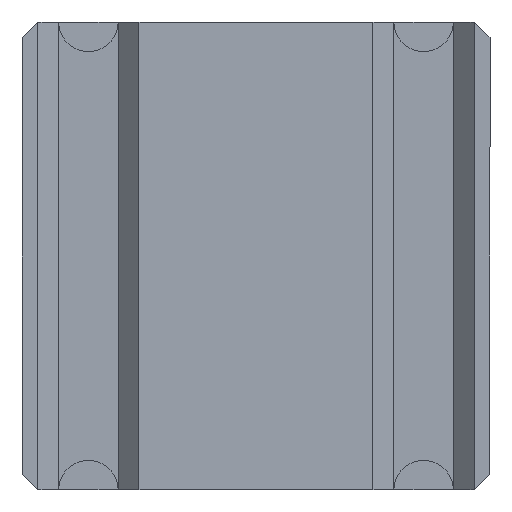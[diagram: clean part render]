
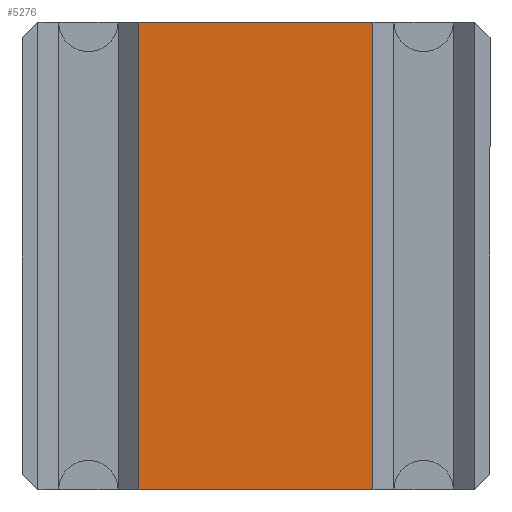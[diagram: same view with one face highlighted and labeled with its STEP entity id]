
A CAD part, front view. The second image highlights one B-rep face of the part: STEP entity #5276.
In plain terms, the highlighted planar face has unit normal (0, -1, 0).
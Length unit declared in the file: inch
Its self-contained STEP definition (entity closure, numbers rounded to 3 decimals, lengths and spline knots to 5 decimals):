
#741 = LINE ( 'NONE', #742, #8443 ) ;
#742 = CARTESIAN_POINT ( 'NONE',  ( 0.05906, -0.03937, -0.11811 ) ) ;
#743 = DIRECTION ( 'NONE',  ( 0., 0., 1. ) ) ;
#750 = LINE ( 'NONE', #751, #8362 ) ;
#751 = CARTESIAN_POINT ( 'NONE',  ( -0.05906, -0.03937, -0.11811 ) ) ;
#752 = DIRECTION ( 'NONE',  ( 0., 0., 1. ) ) ;
#753 = LINE ( 'NONE', #754, #8475 ) ;
#754 = CARTESIAN_POINT ( 'NONE',  ( -0.11011, -0.03937, 0.11811 ) ) ;
#755 = DIRECTION ( 'NONE',  ( 1., 0., 0. ) ) ;
#756 = LINE ( 'NONE', #757, #8341 ) ;
#757 = CARTESIAN_POINT ( 'NONE',  ( -0.11011, -0.03937, -0.11811 ) ) ;
#758 = DIRECTION ( 'NONE',  ( -1., 0., 0. ) ) ;
#969 = CARTESIAN_POINT ( 'NONE',  ( 0.05906, -0.03937, 0.11811 ) ) ;
#974 = CARTESIAN_POINT ( 'NONE',  ( 0.05906, -0.03937, -0.11811 ) ) ;
#989 = CARTESIAN_POINT ( 'NONE',  ( -0.05906, -0.03937, 0.11811 ) ) ;
#991 = CARTESIAN_POINT ( 'NONE',  ( -0.05906, -0.03937, -0.11811 ) ) ;
#1247 = ORIENTED_EDGE ( 'NONE', *, *, #4017, .F. ) ;
#1260 = ORIENTED_EDGE ( 'NONE', *, *, #4018, .F. ) ;
#1263 = ORIENTED_EDGE ( 'NONE', *, *, #4016, .F. ) ;
#1267 = ORIENTED_EDGE ( 'NONE', *, *, #4013, .T. ) ;
#1563 = VERTEX_POINT ( 'NONE', #969 ) ;
#1592 = VERTEX_POINT ( 'NONE', #991 ) ;
#1599 = VERTEX_POINT ( 'NONE', #974 ) ;
#1627 = VERTEX_POINT ( 'NONE', #989 ) ;
#4013 = EDGE_CURVE ( 'NONE', #1599, #1563, #741, .T. ) ;
#4016 = EDGE_CURVE ( 'NONE', #1592, #1627, #750, .T. ) ;
#4017 = EDGE_CURVE ( 'NONE', #1627, #1563, #753, .T. ) ;
#4018 = EDGE_CURVE ( 'NONE', #1599, #1592, #756, .T. ) ;
#4829 = AXIS2_PLACEMENT_3D ( 'NONE', #6587, #6588, #6589 ) ;
#4835 = FACE_OUTER_BOUND ( 'NONE', #9830, .T. ) ;
#5276 = ADVANCED_FACE ( 'NONE', ( #4835 ), #6586, .F. ) ;
#6586 = PLANE ( 'NONE',  #4829 ) ;
#6587 = CARTESIAN_POINT ( 'NONE',  ( -0.11811, -0.03937, 0.11811 ) ) ;
#6588 = DIRECTION ( 'NONE',  ( 0., 1., 0. ) ) ;
#6589 = DIRECTION ( 'NONE',  ( 0., 0., 1. ) ) ;
#8341 = VECTOR ( 'NONE', #758, 39.37008 ) ;
#8362 = VECTOR ( 'NONE', #752, 39.37008 ) ;
#8443 = VECTOR ( 'NONE', #743, 39.37008 ) ;
#8475 = VECTOR ( 'NONE', #755, 39.37008 ) ;
#9830 = EDGE_LOOP ( 'NONE', ( #1247, #1263, #1260, #1267 ) ) ;
